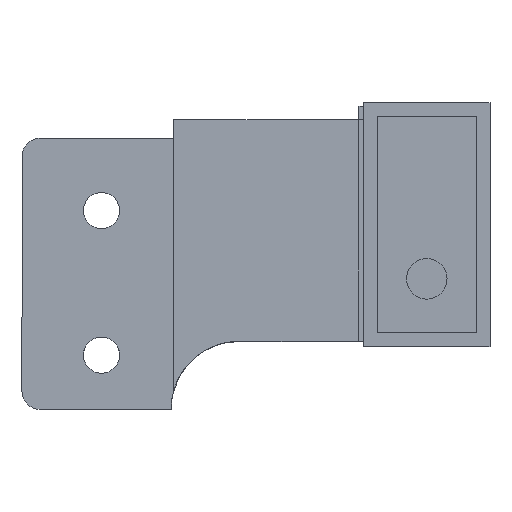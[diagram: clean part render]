
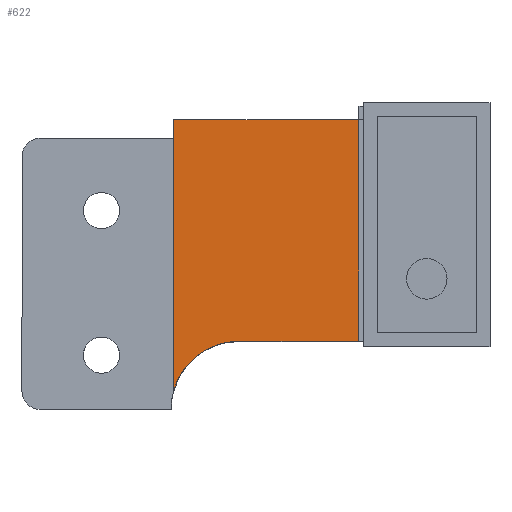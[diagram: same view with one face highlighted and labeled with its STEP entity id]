
A CAD part, top view. The second image highlights one B-rep face of the part: STEP entity #622.
In plain terms, the highlighted planar face has unit normal (0, 0, 1).
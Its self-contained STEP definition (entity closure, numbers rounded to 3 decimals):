
#10 = EDGE_CURVE ( 'NONE', #450, #595, #62, .T. ) ;
#15 = CARTESIAN_POINT ( 'NONE',  ( 25.2, 0., 21. ) ) ;
#23 = VERTEX_POINT ( 'NONE', #176 ) ;
#30 = CIRCLE ( 'NONE', #1115, 7.5 ) ;
#62 = LINE ( 'NONE', #1092, #555 ) ;
#115 = DIRECTION ( 'NONE',  ( 0., 0., 1. ) ) ;
#140 = ORIENTED_EDGE ( 'NONE', *, *, #10, .F. ) ;
#147 = CARTESIAN_POINT ( 'NONE',  ( 50.4, -24.5, 21. ) ) ;
#176 = CARTESIAN_POINT ( 'NONE',  ( 32.4, -24.5, 21. ) ) ;
#220 = CARTESIAN_POINT ( 'NONE',  ( 32.4, -32., 21. ) ) ;
#294 = DIRECTION ( 'NONE',  ( -1., 0., 0. ) ) ;
#343 = EDGE_CURVE ( 'NONE', #595, #897, #1233, .T. ) ;
#402 = CARTESIAN_POINT ( 'NONE',  ( 32.4, -24.5, 21. ) ) ;
#404 = LINE ( 'NONE', #15, #1125 ) ;
#417 = AXIS2_PLACEMENT_3D ( 'NONE', #800, #115, #294 ) ;
#450 = VERTEX_POINT ( 'NONE', #837 ) ;
#494 = DIRECTION ( 'NONE',  ( 0., 1., 0. ) ) ;
#511 = CARTESIAN_POINT ( 'NONE',  ( 50.4, 0., 21. ) ) ;
#518 = DIRECTION ( 'NONE',  ( -1., 0., 0. ) ) ;
#544 = EDGE_CURVE ( 'NONE', #769, #450, #404, .T. ) ;
#555 = VECTOR ( 'NONE', #1188, 1000. ) ;
#593 = VECTOR ( 'NONE', #1246, 1000. ) ;
#595 = VERTEX_POINT ( 'NONE', #511 ) ;
#599 = DIRECTION ( 'NONE',  ( -1., 0., 0. ) ) ;
#602 = PLANE ( 'NONE',  #417 ) ;
#615 = EDGE_LOOP ( 'NONE', ( #863, #1131, #1274, #140, #1077 ) ) ;
#622 = ADVANCED_FACE ( 'NONE', ( #1027 ), #602, .T. ) ;
#643 = EDGE_CURVE ( 'NONE', #23, #769, #30, .T. ) ;
#695 = DIRECTION ( 'NONE',  ( 0., 0., 1. ) ) ;
#769 = VERTEX_POINT ( 'NONE', #933 ) ;
#800 = CARTESIAN_POINT ( 'NONE',  ( 32.4, -32., 21. ) ) ;
#837 = CARTESIAN_POINT ( 'NONE',  ( 25.2, 0., 21. ) ) ;
#863 = ORIENTED_EDGE ( 'NONE', *, *, #643, .F. ) ;
#880 = CARTESIAN_POINT ( 'NONE',  ( 50.4, -24.5, 21. ) ) ;
#897 = VERTEX_POINT ( 'NONE', #880 ) ;
#933 = CARTESIAN_POINT ( 'NONE',  ( 25.2, -29.9, 21. ) ) ;
#1027 = FACE_OUTER_BOUND ( 'NONE', #615, .T. ) ;
#1077 = ORIENTED_EDGE ( 'NONE', *, *, #544, .F. ) ;
#1092 = CARTESIAN_POINT ( 'NONE',  ( 50.4, 0., 21. ) ) ;
#1115 = AXIS2_PLACEMENT_3D ( 'NONE', #220, #695, #599 ) ;
#1125 = VECTOR ( 'NONE', #494, 1000. ) ;
#1131 = ORIENTED_EDGE ( 'NONE', *, *, #1304, .F. ) ;
#1136 = LINE ( 'NONE', #402, #1181 ) ;
#1181 = VECTOR ( 'NONE', #518, 1000. ) ;
#1188 = DIRECTION ( 'NONE',  ( 1., 0., 0. ) ) ;
#1233 = LINE ( 'NONE', #147, #593 ) ;
#1246 = DIRECTION ( 'NONE',  ( 0., -1., 0. ) ) ;
#1274 = ORIENTED_EDGE ( 'NONE', *, *, #343, .F. ) ;
#1304 = EDGE_CURVE ( 'NONE', #897, #23, #1136, .T. ) ;
